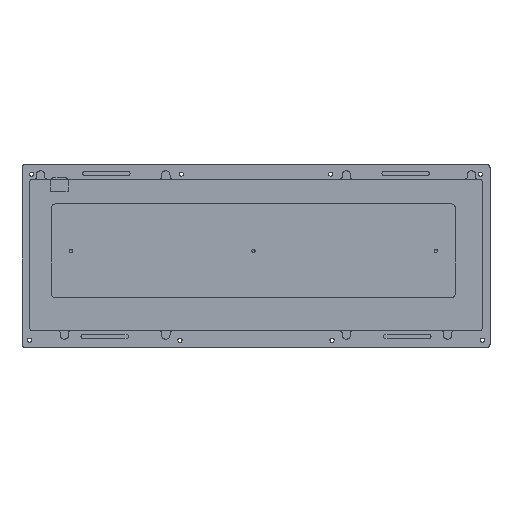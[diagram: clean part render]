
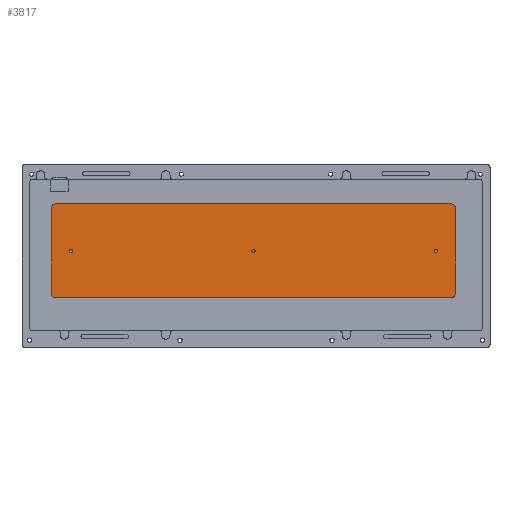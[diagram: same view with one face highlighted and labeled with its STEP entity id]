
A CAD part, top view. The second image highlights one B-rep face of the part: STEP entity #3817.
In plain terms, the highlighted planar face has unit normal (0, 0, 1).
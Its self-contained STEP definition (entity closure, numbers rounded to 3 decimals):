
#120=FACE_BOUND('',#626,.T.);
#121=FACE_BOUND('',#627,.T.);
#122=FACE_BOUND('',#628,.T.);
#193=PLANE('',#4229);
#377=FACE_OUTER_BOUND('',#625,.T.);
#625=EDGE_LOOP('',(#3292,#3293,#3294,#3295,#3296,#3297,#3298,#3299));
#626=EDGE_LOOP('',(#3300));
#627=EDGE_LOOP('',(#3301));
#628=EDGE_LOOP('',(#3302));
#968=LINE('',#6917,#1287);
#969=LINE('',#6921,#1288);
#970=LINE('',#6925,#1289);
#971=LINE('',#6928,#1290);
#1287=VECTOR('',#5258,10.);
#1288=VECTOR('',#5261,10.);
#1289=VECTOR('',#5264,10.);
#1290=VECTOR('',#5267,10.);
#1500=CIRCLE('',#4224,1.038);
#1501=CIRCLE('',#4226,1.038);
#1502=CIRCLE('',#4228,1.038);
#1503=CIRCLE('',#4230,2.2);
#1504=CIRCLE('',#4231,2.2);
#1505=CIRCLE('',#4232,2.2);
#1506=CIRCLE('',#4233,2.2);
#1845=VERTEX_POINT('',#6901);
#1846=VERTEX_POINT('',#6905);
#1847=VERTEX_POINT('',#6909);
#1848=VERTEX_POINT('',#6913);
#1849=VERTEX_POINT('',#6914);
#1850=VERTEX_POINT('',#6916);
#1851=VERTEX_POINT('',#6918);
#1852=VERTEX_POINT('',#6920);
#1853=VERTEX_POINT('',#6922);
#1854=VERTEX_POINT('',#6924);
#1855=VERTEX_POINT('',#6926);
#2357=EDGE_CURVE('',#1845,#1845,#1500,.T.);
#2359=EDGE_CURVE('',#1846,#1846,#1501,.T.);
#2361=EDGE_CURVE('',#1847,#1847,#1502,.T.);
#2363=EDGE_CURVE('',#1848,#1849,#1503,.T.);
#2364=EDGE_CURVE('',#1850,#1848,#968,.T.);
#2365=EDGE_CURVE('',#1851,#1850,#1504,.T.);
#2366=EDGE_CURVE('',#1852,#1851,#969,.T.);
#2367=EDGE_CURVE('',#1853,#1852,#1505,.T.);
#2368=EDGE_CURVE('',#1854,#1853,#970,.T.);
#2369=EDGE_CURVE('',#1855,#1854,#1506,.T.);
#2370=EDGE_CURVE('',#1849,#1855,#971,.T.);
#3292=ORIENTED_EDGE('',*,*,#2363,.F.);
#3293=ORIENTED_EDGE('',*,*,#2364,.F.);
#3294=ORIENTED_EDGE('',*,*,#2365,.F.);
#3295=ORIENTED_EDGE('',*,*,#2366,.F.);
#3296=ORIENTED_EDGE('',*,*,#2367,.F.);
#3297=ORIENTED_EDGE('',*,*,#2368,.F.);
#3298=ORIENTED_EDGE('',*,*,#2369,.F.);
#3299=ORIENTED_EDGE('',*,*,#2370,.F.);
#3300=ORIENTED_EDGE('',*,*,#2361,.T.);
#3301=ORIENTED_EDGE('',*,*,#2359,.T.);
#3302=ORIENTED_EDGE('',*,*,#2357,.T.);
#3817=ADVANCED_FACE('',(#377,#120,#121,#122),#193,.T.);
#4224=AXIS2_PLACEMENT_3D('',#6902,#5241,#5242);
#4226=AXIS2_PLACEMENT_3D('',#6906,#5246,#5247);
#4228=AXIS2_PLACEMENT_3D('',#6910,#5251,#5252);
#4229=AXIS2_PLACEMENT_3D('',#6912,#5254,#5255);
#4230=AXIS2_PLACEMENT_3D('',#6915,#5256,#5257);
#4231=AXIS2_PLACEMENT_3D('',#6919,#5259,#5260);
#4232=AXIS2_PLACEMENT_3D('',#6923,#5262,#5263);
#4233=AXIS2_PLACEMENT_3D('',#6927,#5265,#5266);
#5241=DIRECTION('center_axis',(0.,0.,
-1.));
#5242=DIRECTION('ref_axis',(1.,0.,0.));
#5246=DIRECTION('center_axis',(0.,0.,
-1.));
#5247=DIRECTION('ref_axis',(1.,0.,0.));
#5251=DIRECTION('center_axis',(0.,0.,
-1.));
#5252=DIRECTION('ref_axis',(1.,0.,0.));
#5254=DIRECTION('center_axis',(0.,0.,
1.));
#5255=DIRECTION('ref_axis',(1.,0.,0.));
#5256=DIRECTION('center_axis',(0.,0.,
-1.));
#5257=DIRECTION('ref_axis',(1.,0.,0.));
#5258=DIRECTION('',(1.,0.,0.));
#5259=DIRECTION('center_axis',(0.,0.,
-1.));
#5260=DIRECTION('ref_axis',(0.,1.,0.));
#5261=DIRECTION('',(0.,1.,0.));
#5262=DIRECTION('center_axis',(0.,0.,
-1.));
#5263=DIRECTION('ref_axis',(-1.,0.,0.));
#5264=DIRECTION('',(-1.,0.,0.));
#5265=DIRECTION('center_axis',(0.,0.,
-1.));
#5266=DIRECTION('ref_axis',(0.,-1.,0.));
#5267=DIRECTION('',(0.,-1.,0.));
#6901=CARTESIAN_POINT('',(126.953,-35.489,9.93));
#6902=CARTESIAN_POINT('Origin',(127.991,-35.489,9.93));
#6905=CARTESIAN_POINT('',(-104.047,-35.489,9.93));
#6906=CARTESIAN_POINT('Origin',(-103.009,-35.489,9.93));
#6909=CARTESIAN_POINT('',(11.453,-35.489,9.93));
#6910=CARTESIAN_POINT('Origin',(12.491,-35.489,9.93));
#6912=CARTESIAN_POINT('Origin',(12.491,-35.489,9.93));
#6913=CARTESIAN_POINT('',(137.991,-5.789,9.93));
#6914=CARTESIAN_POINT('',(140.191,-7.989,9.93));
#6915=CARTESIAN_POINT('Origin',(137.991,-7.989,9.93));
#6916=CARTESIAN_POINT('',(-113.009,-5.789,9.93));
#6917=CARTESIAN_POINT('',(137.991,-5.789,9.93));
#6918=CARTESIAN_POINT('',(-115.209,-7.989,9.93));
#6919=CARTESIAN_POINT('Origin',(-113.009,-7.989,9.93));
#6920=CARTESIAN_POINT('',(-115.209,-62.989,9.93));
#6921=CARTESIAN_POINT('',(-115.209,-7.989,9.93));
#6922=CARTESIAN_POINT('',(-113.009,-65.189,9.93));
#6923=CARTESIAN_POINT('Origin',(-113.009,-62.989,9.93));
#6924=CARTESIAN_POINT('',(137.991,-65.189,9.93));
#6925=CARTESIAN_POINT('',(-113.009,-65.189,9.93));
#6926=CARTESIAN_POINT('',(140.191,-62.989,9.93));
#6927=CARTESIAN_POINT('Origin',(137.991,-62.989,9.93));
#6928=CARTESIAN_POINT('',(140.191,-62.989,9.93));
